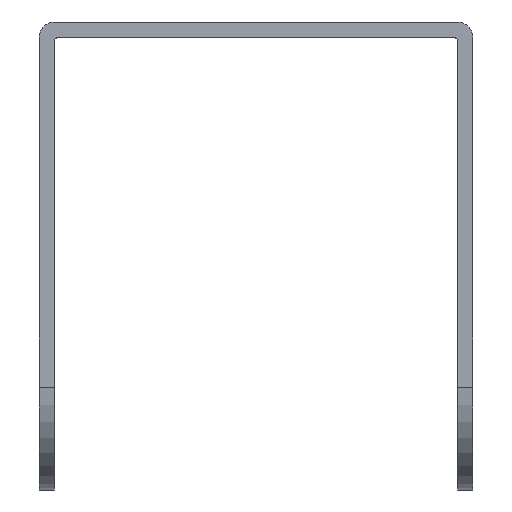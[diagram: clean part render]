
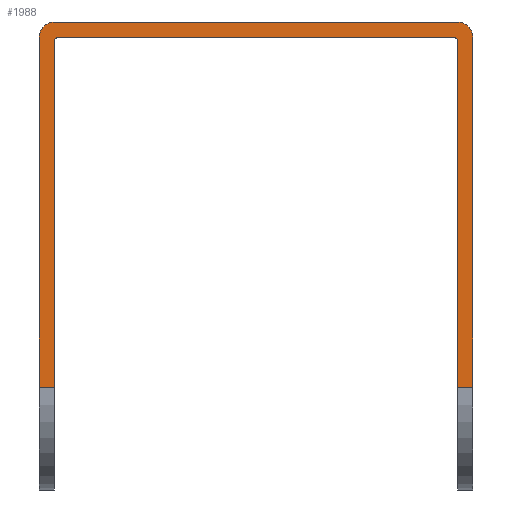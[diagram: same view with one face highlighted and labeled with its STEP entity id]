
A CAD part, top view. The second image highlights one B-rep face of the part: STEP entity #1988.
In plain terms, the highlighted planar face has unit normal (0, 0, 1).
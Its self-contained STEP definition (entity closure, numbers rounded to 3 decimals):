
#1 = VERTEX_POINT ( 'NONE', #2035 ) ;
#9 = CARTESIAN_POINT ( 'NONE',  ( -26., 28.25, 13.5 ) ) ;
#26 = ORIENTED_EDGE ( 'NONE', *, *, #1497, .F. ) ;
#127 = VECTOR ( 'NONE', #1766, 1000. ) ;
#154 = CARTESIAN_POINT ( 'NONE',  ( -26.5, 0., 13.5 ) ) ;
#179 = ORIENTED_EDGE ( 'NONE', *, *, #1579, .F. ) ;
#201 = DIRECTION ( 'NONE',  ( -1., 0., 0. ) ) ;
#233 = AXIS2_PLACEMENT_3D ( 'NONE', #1906, #2261, #347 ) ;
#257 = CARTESIAN_POINT ( 'NONE',  ( -26.5, 30.75, 13.5 ) ) ;
#305 = LINE ( 'NONE', #539, #127 ) ;
#347 = DIRECTION ( 'NONE',  ( -1., 0., 0. ) ) ;
#358 = CARTESIAN_POINT ( 'NONE',  ( 26.5, 28.25, 13.5 ) ) ;
#362 = FACE_OUTER_BOUND ( 'NONE', #1489, .T. ) ;
#363 = CARTESIAN_POINT ( 'NONE',  ( 28.5, 28.75, 13.5 ) ) ;
#371 = DIRECTION ( 'NONE',  ( 0., 1., 0. ) ) ;
#386 = CARTESIAN_POINT ( 'NONE',  ( 26., 28.75, 13.5 ) ) ;
#417 = CARTESIAN_POINT ( 'NONE',  ( -26.5, -17.25, 13.5 ) ) ;
#428 = AXIS2_PLACEMENT_3D ( 'NONE', #9, #1270, #549 ) ;
#434 = CARTESIAN_POINT ( 'NONE',  ( -28.5, -17.25, 13.5 ) ) ;
#435 = EDGE_CURVE ( 'NONE', #793, #2093, #765, .T. ) ;
#473 = VECTOR ( 'NONE', #1891, 1000. ) ;
#539 = CARTESIAN_POINT ( 'NONE',  ( 0., -17.25, 13.5 ) ) ;
#540 = VECTOR ( 'NONE', #1826, 1000. ) ;
#549 = DIRECTION ( 'NONE',  ( 1., 0., 0. ) ) ;
#551 = DIRECTION ( 'NONE',  ( 0., 0., -1. ) ) ;
#569 = DIRECTION ( 'NONE',  ( 0., 0., -1. ) ) ;
#573 = ORIENTED_EDGE ( 'NONE', *, *, #1185, .F. ) ;
#590 = DIRECTION ( 'NONE',  ( -1., 0., 0. ) ) ;
#605 = VECTOR ( 'NONE', #590, 1000. ) ;
#611 = AXIS2_PLACEMENT_3D ( 'NONE', #1275, #569, #201 ) ;
#653 = VERTEX_POINT ( 'NONE', #417 ) ;
#655 = LINE ( 'NONE', #1661, #540 ) ;
#681 = CARTESIAN_POINT ( 'NONE',  ( -26., 28.75, 13.5 ) ) ;
#682 = ORIENTED_EDGE ( 'NONE', *, *, #435, .F. ) ;
#685 = DIRECTION ( 'NONE',  ( -1., 0., 0. ) ) ;
#702 = CARTESIAN_POINT ( 'NONE',  ( 26.5, 30.75, 13.5 ) ) ;
#703 = PLANE ( 'NONE',  #233 ) ;
#722 = DIRECTION ( 'NONE',  ( -1., 0., 0. ) ) ;
#724 = VERTEX_POINT ( 'NONE', #1102 ) ;
#765 = LINE ( 'NONE', #921, #2096 ) ;
#774 = ORIENTED_EDGE ( 'NONE', *, *, #2017, .F. ) ;
#786 = ORIENTED_EDGE ( 'NONE', *, *, #1991, .F. ) ;
#793 = VERTEX_POINT ( 'NONE', #257 ) ;
#881 = VERTEX_POINT ( 'NONE', #434 ) ;
#921 = CARTESIAN_POINT ( 'NONE',  ( 0., 30.75, 13.5 ) ) ;
#924 = LINE ( 'NONE', #154, #473 ) ;
#926 = ORIENTED_EDGE ( 'NONE', *, *, #963, .F. ) ;
#963 = EDGE_CURVE ( 'NONE', #2093, #2026, #1196, .T. ) ;
#1008 = CARTESIAN_POINT ( 'NONE',  ( -28.5, 28.75, 13.5 ) ) ;
#1036 = VERTEX_POINT ( 'NONE', #358 ) ;
#1052 = LINE ( 'NONE', #2145, #2103 ) ;
#1080 = LINE ( 'NONE', #1669, #605 ) ;
#1093 = CARTESIAN_POINT ( 'NONE',  ( -28.5, 0., 13.5 ) ) ;
#1102 = CARTESIAN_POINT ( 'NONE',  ( 28.5, -17.25, 13.5 ) ) ;
#1118 = VERTEX_POINT ( 'NONE', #386 ) ;
#1148 = EDGE_CURVE ( 'NONE', #1182, #793, #1972, .T. ) ;
#1158 = EDGE_CURVE ( 'NONE', #1118, #1036, #1520, .T. ) ;
#1182 = VERTEX_POINT ( 'NONE', #1008 ) ;
#1185 = EDGE_CURVE ( 'NONE', #1118, #1910, #1052, .T. ) ;
#1196 = CIRCLE ( 'NONE', #1252, 2. ) ;
#1252 = AXIS2_PLACEMENT_3D ( 'NONE', #2086, #2265, #722 ) ;
#1260 = DIRECTION ( 'NONE',  ( 1., 0., 0. ) ) ;
#1270 = DIRECTION ( 'NONE',  ( 0., 0., -1. ) ) ;
#1275 = CARTESIAN_POINT ( 'NONE',  ( -26.5, 28.75, 13.5 ) ) ;
#1396 = AXIS2_PLACEMENT_3D ( 'NONE', #1633, #551, #2141 ) ;
#1422 = CARTESIAN_POINT ( 'NONE',  ( 26.5, -17.25, 13.5 ) ) ;
#1425 = ORIENTED_EDGE ( 'NONE', *, *, #1158, .T. ) ;
#1450 = CIRCLE ( 'NONE', #428, 0.5 ) ;
#1489 = EDGE_LOOP ( 'NONE', ( #2102, #179, #786, #1540, #573, #1425, #26, #774, #2048, #926, #682, #2119 ) ) ;
#1497 = EDGE_CURVE ( 'NONE', #2138, #1036, #1813, .T. ) ;
#1520 = CIRCLE ( 'NONE', #1396, 0.5 ) ;
#1540 = ORIENTED_EDGE ( 'NONE', *, *, #1773, .T. ) ;
#1556 = LINE ( 'NONE', #1093, #1713 ) ;
#1579 = EDGE_CURVE ( 'NONE', #653, #881, #1080, .T. ) ;
#1594 = EDGE_CURVE ( 'NONE', #724, #2026, #655, .T. ) ;
#1623 = CARTESIAN_POINT ( 'NONE',  ( 26.5, 0., 13.5 ) ) ;
#1633 = CARTESIAN_POINT ( 'NONE',  ( 26., 28.25, 13.5 ) ) ;
#1640 = DIRECTION ( 'NONE',  ( 0., 1., 0. ) ) ;
#1661 = CARTESIAN_POINT ( 'NONE',  ( 28.5, -30.75, 13.5 ) ) ;
#1669 = CARTESIAN_POINT ( 'NONE',  ( 0., -17.25, 13.5 ) ) ;
#1713 = VECTOR ( 'NONE', #371, 1000. ) ;
#1766 = DIRECTION ( 'NONE',  ( -1., 0., 0. ) ) ;
#1773 = EDGE_CURVE ( 'NONE', #1, #1910, #1450, .T. ) ;
#1813 = LINE ( 'NONE', #1623, #2213 ) ;
#1826 = DIRECTION ( 'NONE',  ( 0., 1., 0. ) ) ;
#1891 = DIRECTION ( 'NONE',  ( 0., -1., 0. ) ) ;
#1906 = CARTESIAN_POINT ( 'NONE',  ( 0., 0., 13.5 ) ) ;
#1910 = VERTEX_POINT ( 'NONE', #681 ) ;
#1972 = CIRCLE ( 'NONE', #611, 2. ) ;
#1988 = ADVANCED_FACE ( 'NONE', ( #362 ), #703, .F. ) ;
#1991 = EDGE_CURVE ( 'NONE', #1, #653, #924, .T. ) ;
#2017 = EDGE_CURVE ( 'NONE', #724, #2138, #305, .T. ) ;
#2026 = VERTEX_POINT ( 'NONE', #363 ) ;
#2035 = CARTESIAN_POINT ( 'NONE',  ( -26.5, 28.25, 13.5 ) ) ;
#2048 = ORIENTED_EDGE ( 'NONE', *, *, #1594, .T. ) ;
#2086 = CARTESIAN_POINT ( 'NONE',  ( 26.5, 28.75, 13.5 ) ) ;
#2093 = VERTEX_POINT ( 'NONE', #702 ) ;
#2096 = VECTOR ( 'NONE', #1260, 1000. ) ;
#2102 = ORIENTED_EDGE ( 'NONE', *, *, #2179, .F. ) ;
#2103 = VECTOR ( 'NONE', #685, 1000. ) ;
#2119 = ORIENTED_EDGE ( 'NONE', *, *, #1148, .F. ) ;
#2138 = VERTEX_POINT ( 'NONE', #1422 ) ;
#2141 = DIRECTION ( 'NONE',  ( 1., 0., 0. ) ) ;
#2145 = CARTESIAN_POINT ( 'NONE',  ( 0., 28.75, 13.5 ) ) ;
#2179 = EDGE_CURVE ( 'NONE', #881, #1182, #1556, .T. ) ;
#2213 = VECTOR ( 'NONE', #1640, 1000. ) ;
#2261 = DIRECTION ( 'NONE',  ( 0., 0., -1. ) ) ;
#2265 = DIRECTION ( 'NONE',  ( 0., 0., -1. ) ) ;
